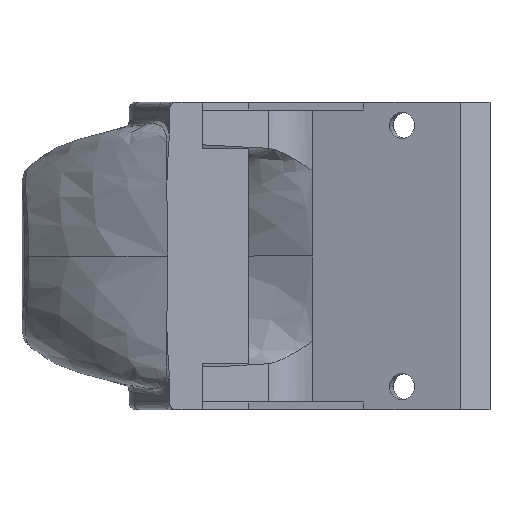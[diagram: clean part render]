
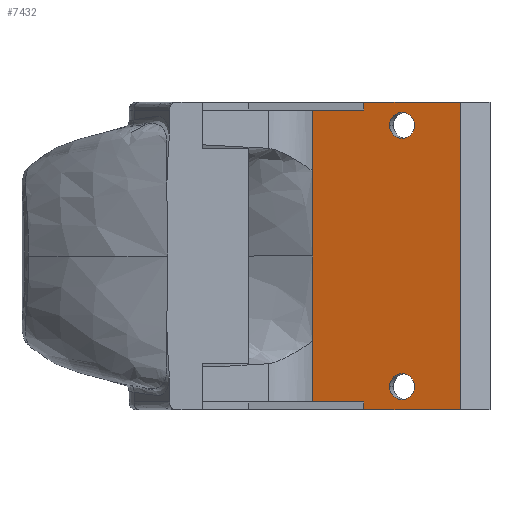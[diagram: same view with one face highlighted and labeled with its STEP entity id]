
A CAD part, front view. The second image highlights one B-rep face of the part: STEP entity #7432.
In plain terms, the highlighted planar face has unit normal (-0.259, -0.966, 0).
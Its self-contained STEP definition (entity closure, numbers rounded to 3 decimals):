
#47 = ORIENTED_EDGE ( 'NONE', *, *, #9162, .F. ) ;
#81 = CARTESIAN_POINT ( 'NONE',  ( -17.301, 9.071, 1. ) ) ;
#102 = VECTOR ( 'NONE', #8920, 1000. ) ;
#297 = CARTESIAN_POINT ( 'NONE',  ( -13.968, 8.179, -2. ) ) ;
#423 = CARTESIAN_POINT ( 'NONE',  ( -10.684, 7.299, -2. ) ) ;
#509 = ORIENTED_EDGE ( 'NONE', *, *, #4237, .F. ) ;
#636 = DIRECTION ( 'NONE',  ( 0., 0., 1. ) ) ;
#653 = VERTEX_POINT ( 'NONE', #1039 ) ;
#871 = AXIS2_PLACEMENT_3D ( 'NONE', #7230, #3313, #4139 ) ;
#884 = LINE ( 'NONE', #4706, #9639 ) ;
#911 = CARTESIAN_POINT ( 'NONE',  ( -23.955, 10.854, -24.475 ) ) ;
#969 = VERTEX_POINT ( 'NONE', #5330 ) ;
#1024 = CARTESIAN_POINT ( 'NONE',  ( -4.744, 5.707, -39. ) ) ;
#1039 = CARTESIAN_POINT ( 'NONE',  ( -17.301, 9.071, -39. ) ) ;
#1056 = EDGE_CURVE ( 'NONE', #6328, #969, #5828, .T. ) ;
#1268 = VECTOR ( 'NONE', #7379, 1000. ) ;
#1407 = AXIS2_PLACEMENT_3D ( 'NONE', #2628, #9672, #6404 ) ;
#1467 = CARTESIAN_POINT ( 'NONE',  ( -23.955, 10.854, -29.999 ) ) ;
#1614 = LINE ( 'NONE', #3053, #4475 ) ;
#1631 = CARTESIAN_POINT ( 'NONE',  ( -23.955, 10.854, -27.218 ) ) ;
#1643 = EDGE_CURVE ( 'NONE', #7824, #7338, #4943, .T. ) ;
#1648 = DIRECTION ( 'NONE',  ( 0.966, -0.259, 0. ) ) ;
#1683 = PLANE ( 'NONE',  #871 ) ;
#2065 = VERTEX_POINT ( 'NONE', #6010 ) ;
#2203 = CARTESIAN_POINT ( 'NONE',  ( -23.955, 10.854, -38. ) ) ;
#2429 = CARTESIAN_POINT ( 'NONE',  ( -23.955, 10.854, -29.067 ) ) ;
#2514 = CARTESIAN_POINT ( 'NONE',  ( -12.326, 7.739, -2. ) ) ;
#2544 = CARTESIAN_POINT ( 'NONE',  ( -17.301, 9.071, -39. ) ) ;
#2628 = CARTESIAN_POINT ( 'NONE',  ( -12.326, 7.739, -2. ) ) ;
#2747 = VERTEX_POINT ( 'NONE', #9956 ) ;
#2749 = EDGE_LOOP ( 'NONE', ( #5168, #4657, #5775, #8684, #3072, #6857, #9455, #4812, #4423, #6538, #509 ) ) ;
#2758 = VECTOR ( 'NONE', #6678, 1000. ) ;
#2973 = CIRCLE ( 'NONE', #8936, 1.7 ) ;
#3053 = CARTESIAN_POINT ( 'NONE',  ( -23.955, 10.854, -5. ) ) ;
#3072 = ORIENTED_EDGE ( 'NONE', *, *, #8604, .F. ) ;
#3152 = VERTEX_POINT ( 'NONE', #1467 ) ;
#3197 = DIRECTION ( 'NONE',  ( 0.259, 0.966, 0. ) ) ;
#3297 = CARTESIAN_POINT ( 'NONE',  ( -23.955, 10.854, -29.999 ) ) ;
#3313 = DIRECTION ( 'NONE',  ( -0.259, -0.966, 0. ) ) ;
#3353 = EDGE_CURVE ( 'NONE', #8564, #6913, #884, .T. ) ;
#3369 = CIRCLE ( 'NONE', #9627, 1.7 ) ;
#3411 = EDGE_CURVE ( 'NONE', #9288, #2065, #3369, .T. ) ;
#3563 = DIRECTION ( 'NONE',  ( 0.259, 0.966, 0. ) ) ;
#3573 = FACE_OUTER_BOUND ( 'NONE', #2749, .T. ) ;
#3610 = CARTESIAN_POINT ( 'NONE',  ( -4.744, 5.707, -5. ) ) ;
#3623 = LINE ( 'NONE', #6033, #4966 ) ;
#3675 = DIRECTION ( 'NONE',  ( 0., 0., 1. ) ) ;
#3849 = LINE ( 'NONE', #5099, #1268 ) ;
#4070 = EDGE_LOOP ( 'NONE', ( #5617, #47 ) ) ;
#4139 = DIRECTION ( 'NONE',  ( 0.966, -0.259, 0. ) ) ;
#4237 = EDGE_CURVE ( 'NONE', #8564, #969, #3849, .T. ) ;
#4268 = CARTESIAN_POINT ( 'NONE',  ( -4.744, 5.707, -39. ) ) ;
#4423 = ORIENTED_EDGE ( 'NONE', *, *, #6938, .T. ) ;
#4475 = VECTOR ( 'NONE', #636, 1000. ) ;
#4657 = ORIENTED_EDGE ( 'NONE', *, *, #7176, .T. ) ;
#4706 = CARTESIAN_POINT ( 'NONE',  ( -17.301, 9.071, 1. ) ) ;
#4722 = VERTEX_POINT ( 'NONE', #2203 ) ;
#4731 = EDGE_CURVE ( 'NONE', #4722, #3152, #3623, .T. ) ;
#4812 = ORIENTED_EDGE ( 'NONE', *, *, #6396, .F. ) ;
#4863 = CARTESIAN_POINT ( 'NONE',  ( -10.684, 7.299, -36. ) ) ;
#4884 = CARTESIAN_POINT ( 'NONE',  ( -17.301, 9.071, -38. ) ) ;
#4943 = LINE ( 'NONE', #6480, #7638 ) ;
#4958 = LINE ( 'NONE', #4268, #2758 ) ;
#4966 = VECTOR ( 'NONE', #8393, 1000. ) ;
#5097 = EDGE_CURVE ( 'NONE', #7824, #2747, #1614, .T. ) ;
#5099 = CARTESIAN_POINT ( 'NONE',  ( -4.744, 5.707, 1. ) ) ;
#5168 = ORIENTED_EDGE ( 'NONE', *, *, #3353, .T. ) ;
#5330 = CARTESIAN_POINT ( 'NONE',  ( -4.744, 5.707, 1. ) ) ;
#5593 = DIRECTION ( 'NONE',  ( -0.259, -0.966, 0. ) ) ;
#5617 = ORIENTED_EDGE ( 'NONE', *, *, #8295, .F. ) ;
#5644 = ORIENTED_EDGE ( 'NONE', *, *, #3411, .T. ) ;
#5661 = FACE_BOUND ( 'NONE', #8350, .T. ) ;
#5682 = CARTESIAN_POINT ( 'NONE',  ( -23.955, 10.854, -19.917 ) ) ;
#5775 = ORIENTED_EDGE ( 'NONE', *, *, #5097, .F. ) ;
#5828 = LINE ( 'NONE', #3610, #7752 ) ;
#5921 = VECTOR ( 'NONE', #7617, 1000. ) ;
#5931 = CIRCLE ( 'NONE', #1407, 1.7 ) ;
#6010 = CARTESIAN_POINT ( 'NONE',  ( -13.968, 8.179, -36. ) ) ;
#6033 = CARTESIAN_POINT ( 'NONE',  ( -23.955, 10.854, -5. ) ) ;
#6080 = CARTESIAN_POINT ( 'NONE',  ( -17.301, 9.071, 0. ) ) ;
#6328 = VERTEX_POINT ( 'NONE', #1024 ) ;
#6396 = EDGE_CURVE ( 'NONE', #653, #8365, #8750, .T. ) ;
#6404 = DIRECTION ( 'NONE',  ( 0.966, -0.259, 0. ) ) ;
#6480 = CARTESIAN_POINT ( 'NONE',  ( -23.955, 10.854, -8. ) ) ;
#6516 = DIRECTION ( 'NONE',  ( 0., 0., -1. ) ) ;
#6538 = ORIENTED_EDGE ( 'NONE', *, *, #1056, .T. ) ;
#6622 = CARTESIAN_POINT ( 'NONE',  ( -12.326, 7.739, -36. ) ) ;
#6661 = CIRCLE ( 'NONE', #8059, 1.7 ) ;
#6678 = DIRECTION ( 'NONE',  ( 0.966, -0.259, 0. ) ) ;
#6857 = ORIENTED_EDGE ( 'NONE', *, *, #4731, .F. ) ;
#6913 = VERTEX_POINT ( 'NONE', #9007 ) ;
#6938 = EDGE_CURVE ( 'NONE', #653, #6328, #4958, .T. ) ;
#6995 = LINE ( 'NONE', #6080, #5921 ) ;
#7059 = VERTEX_POINT ( 'NONE', #297 ) ;
#7114 = DIRECTION ( 'NONE',  ( 0.966, -0.259, 0. ) ) ;
#7176 = EDGE_CURVE ( 'NONE', #6913, #2747, #6995, .T. ) ;
#7230 = CARTESIAN_POINT ( 'NONE',  ( -4.744, 5.707, -5. ) ) ;
#7338 = VERTEX_POINT ( 'NONE', #9357 ) ;
#7379 = DIRECTION ( 'NONE',  ( 0.966, -0.259, 0. ) ) ;
#7432 = ADVANCED_FACE ( 'NONE', ( #3573, #9104, #5661 ), #1683, .T. ) ;
#7585 = EDGE_CURVE ( 'NONE', #8365, #4722, #8374, .T. ) ;
#7617 = DIRECTION ( 'NONE',  ( -0.966, 0.259, 0. ) ) ;
#7619 = B_SPLINE_CURVE_WITH_KNOTS ( 'NONE', 3,
 ( #3297, #2429, #1631, #911, #7924, #5682, #8752 ),
 .UNSPECIFIED., .F., .F.,
 ( 4, 1, 1, 1, 4 ),
 ( 0., 0.125, 0.25, 0.375, 0.5 ),
 .UNSPECIFIED. ) ;
#7638 = VECTOR ( 'NONE', #6516, 1000. ) ;
#7752 = VECTOR ( 'NONE', #3675, 1000. ) ;
#7824 = VERTEX_POINT ( 'NONE', #9712 ) ;
#7924 = CARTESIAN_POINT ( 'NONE',  ( -23.955, 10.854, -21.742 ) ) ;
#8059 = AXIS2_PLACEMENT_3D ( 'NONE', #2514, #5593, #1648 ) ;
#8195 = CARTESIAN_POINT ( 'NONE',  ( -17.301, 9.071, -38. ) ) ;
#8295 = EDGE_CURVE ( 'NONE', #8870, #7059, #6661, .T. ) ;
#8301 = ORIENTED_EDGE ( 'NONE', *, *, #9880, .T. ) ;
#8350 = EDGE_LOOP ( 'NONE', ( #5644, #8301 ) ) ;
#8365 = VERTEX_POINT ( 'NONE', #4884 ) ;
#8374 = LINE ( 'NONE', #8195, #102 ) ;
#8393 = DIRECTION ( 'NONE',  ( 0., 0., 1. ) ) ;
#8504 = VECTOR ( 'NONE', #9702, 1000. ) ;
#8564 = VERTEX_POINT ( 'NONE', #81 ) ;
#8604 = EDGE_CURVE ( 'NONE', #3152, #7338, #7619, .T. ) ;
#8653 = CARTESIAN_POINT ( 'NONE',  ( -12.326, 7.739, -36. ) ) ;
#8684 = ORIENTED_EDGE ( 'NONE', *, *, #1643, .T. ) ;
#8750 = LINE ( 'NONE', #2544, #8504 ) ;
#8752 = CARTESIAN_POINT ( 'NONE',  ( -23.955, 10.854, -19. ) ) ;
#8870 = VERTEX_POINT ( 'NONE', #423 ) ;
#8920 = DIRECTION ( 'NONE',  ( -0.966, 0.259, 0. ) ) ;
#8936 = AXIS2_PLACEMENT_3D ( 'NONE', #8653, #3197, #7114 ) ;
#9007 = CARTESIAN_POINT ( 'NONE',  ( -17.301, 9.071, 0. ) ) ;
#9104 = FACE_BOUND ( 'NONE', #4070, .T. ) ;
#9162 = EDGE_CURVE ( 'NONE', #7059, #8870, #5931, .T. ) ;
#9288 = VERTEX_POINT ( 'NONE', #4863 ) ;
#9357 = CARTESIAN_POINT ( 'NONE',  ( -23.955, 10.854, -19. ) ) ;
#9455 = ORIENTED_EDGE ( 'NONE', *, *, #7585, .F. ) ;
#9627 = AXIS2_PLACEMENT_3D ( 'NONE', #6622, #3563, #9708 ) ;
#9639 = VECTOR ( 'NONE', #9874, 1000. ) ;
#9672 = DIRECTION ( 'NONE',  ( -0.259, -0.966, 0. ) ) ;
#9702 = DIRECTION ( 'NONE',  ( 0., 0., 1. ) ) ;
#9708 = DIRECTION ( 'NONE',  ( 0.966, -0.259, 0. ) ) ;
#9712 = CARTESIAN_POINT ( 'NONE',  ( -23.955, 10.854, -8. ) ) ;
#9874 = DIRECTION ( 'NONE',  ( 0., 0., -1. ) ) ;
#9880 = EDGE_CURVE ( 'NONE', #2065, #9288, #2973, .T. ) ;
#9956 = CARTESIAN_POINT ( 'NONE',  ( -23.955, 10.854, 0. ) ) ;
